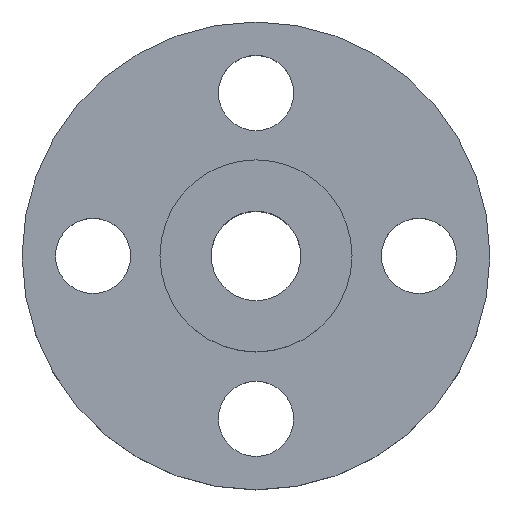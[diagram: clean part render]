
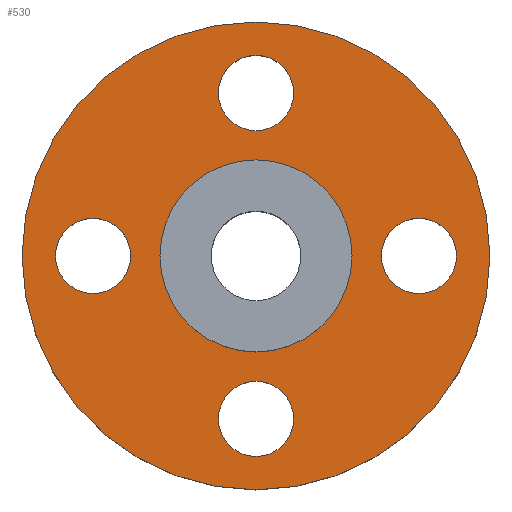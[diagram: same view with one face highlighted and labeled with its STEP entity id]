
A CAD part, top view. The second image highlights one B-rep face of the part: STEP entity #530.
In plain terms, the highlighted planar face has unit normal (0, 0, 1).
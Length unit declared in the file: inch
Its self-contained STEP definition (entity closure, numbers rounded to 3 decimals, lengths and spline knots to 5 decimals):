
#10 = CARTESIAN_POINT ( 'NONE',  ( -2.4375, 0., -0.25 ) ) ;
#14 = VERTEX_POINT ( 'NONE', #480 ) ;
#15 = EDGE_CURVE ( 'NONE', #264, #573, #734, .T. ) ;
#35 = CIRCLE ( 'NONE', #209, 0.5625 ) ;
#36 = DIRECTION ( 'NONE',  ( 0., 0., 1. ) ) ;
#39 = CARTESIAN_POINT ( 'NONE',  ( 0., 0., -0.25 ) ) ;
#65 = CARTESIAN_POINT ( 'NONE',  ( 1.4375, 0., -0.25 ) ) ;
#66 = ORIENTED_EDGE ( 'NONE', *, *, #15, .T. ) ;
#68 = EDGE_CURVE ( 'NONE', #215, #825, #717, .T. ) ;
#76 = EDGE_CURVE ( 'NONE', #398, #97, #396, .T. ) ;
#79 = CIRCLE ( 'NONE', #399, 1.4375 ) ;
#80 = AXIS2_PLACEMENT_3D ( 'NONE', #419, #222, #247 ) ;
#97 = VERTEX_POINT ( 'NONE', #368 ) ;
#105 = AXIS2_PLACEMENT_3D ( 'NONE', #10, #402, #612 ) ;
#107 = ORIENTED_EDGE ( 'NONE', *, *, #764, .F. ) ;
#111 = EDGE_CURVE ( 'NONE', #573, #264, #370, .T. ) ;
#118 = CIRCLE ( 'NONE', #105, 0.5625 ) ;
#123 = VERTEX_POINT ( 'NONE', #436 ) ;
#127 = ORIENTED_EDGE ( 'NONE', *, *, #143, .F. ) ;
#129 = DIRECTION ( 'NONE',  ( -1., 0., 0. ) ) ;
#131 = ORIENTED_EDGE ( 'NONE', *, *, #634, .F. ) ;
#143 = EDGE_CURVE ( 'NONE', #825, #215, #35, .T. ) ;
#147 = DIRECTION ( 'NONE',  ( 0., -1., 0. ) ) ;
#162 = VERTEX_POINT ( 'NONE', #65 ) ;
#170 = DIRECTION ( 'NONE',  ( 0., -1., 0. ) ) ;
#173 = DIRECTION ( 'NONE',  ( 1., 0., 0. ) ) ;
#180 = AXIS2_PLACEMENT_3D ( 'NONE', #781, #579, #452 ) ;
#189 = PLANE ( 'NONE',  #180 ) ;
#191 = ORIENTED_EDGE ( 'NONE', *, *, #324, .F. ) ;
#193 = FACE_OUTER_BOUND ( 'NONE', #652, .T. ) ;
#197 = AXIS2_PLACEMENT_3D ( 'NONE', #39, #505, #173 ) ;
#209 = AXIS2_PLACEMENT_3D ( 'NONE', #496, #331, #129 ) ;
#215 = VERTEX_POINT ( 'NONE', #465 ) ;
#221 = CARTESIAN_POINT ( 'NONE',  ( 0., 2.4375, -0.25 ) ) ;
#222 = DIRECTION ( 'NONE',  ( 0., 0., 1. ) ) ;
#227 = CIRCLE ( 'NONE', #372, 0.5625 ) ;
#237 = DIRECTION ( 'NONE',  ( -1., 0., 0. ) ) ;
#246 = VERTEX_POINT ( 'NONE', #671 ) ;
#247 = DIRECTION ( 'NONE',  ( 1., 0., 0. ) ) ;
#250 = ORIENTED_EDGE ( 'NONE', *, *, #666, .F. ) ;
#254 = AXIS2_PLACEMENT_3D ( 'NONE', #221, #748, #147 ) ;
#264 = VERTEX_POINT ( 'NONE', #732 ) ;
#268 = CARTESIAN_POINT ( 'NONE',  ( 3.5, 0., -0.25 ) ) ;
#282 = DIRECTION ( 'NONE',  ( 0., 0., 1. ) ) ;
#290 = CARTESIAN_POINT ( 'NONE',  ( 0., -2.4375, -0.25 ) ) ;
#324 = EDGE_CURVE ( 'NONE', #162, #246, #641, .T. ) ;
#327 = FACE_BOUND ( 'NONE', #332, .T. ) ;
#330 = FACE_BOUND ( 'NONE', #801, .T. ) ;
#331 = DIRECTION ( 'NONE',  ( 0., 0., 1. ) ) ;
#332 = EDGE_LOOP ( 'NONE', ( #127, #728 ) ) ;
#333 = CARTESIAN_POINT ( 'NONE',  ( 3., 0., -0.25 ) ) ;
#338 = AXIS2_PLACEMENT_3D ( 'NONE', #290, #481, #339 ) ;
#339 = DIRECTION ( 'NONE',  ( 0., 1., 0. ) ) ;
#344 = CARTESIAN_POINT ( 'NONE',  ( 0.5625, -2.4375, -0.25 ) ) ;
#353 = DIRECTION ( 'NONE',  ( 0., 0., 1. ) ) ;
#356 = EDGE_LOOP ( 'NONE', ( #107, #794 ) ) ;
#368 = CARTESIAN_POINT ( 'NONE',  ( -0.5625, 2.4375, -0.25 ) ) ;
#370 = CIRCLE ( 'NONE', #197, 3.5 ) ;
#372 = AXIS2_PLACEMENT_3D ( 'NONE', #657, #463, #527 ) ;
#385 = ORIENTED_EDGE ( 'NONE', *, *, #76, .F. ) ;
#394 = DIRECTION ( 'NONE',  ( 1., 0., 0. ) ) ;
#396 = CIRCLE ( 'NONE', #705, 0.5625 ) ;
#398 = VERTEX_POINT ( 'NONE', #498 ) ;
#399 = AXIS2_PLACEMENT_3D ( 'NONE', #664, #733, #394 ) ;
#402 = DIRECTION ( 'NONE',  ( 0., 0., 1. ) ) ;
#406 = CARTESIAN_POINT ( 'NONE',  ( 0., 0., -0.25 ) ) ;
#419 = CARTESIAN_POINT ( 'NONE',  ( -2.4375, 0., -0.25 ) ) ;
#428 = CARTESIAN_POINT ( 'NONE',  ( 0., 2.4375, -0.25 ) ) ;
#436 = CARTESIAN_POINT ( 'NONE',  ( -0.5625, -2.4375, -0.25 ) ) ;
#441 = CIRCLE ( 'NONE', #80, 0.5625 ) ;
#446 = FACE_BOUND ( 'NONE', #497, .T. ) ;
#452 = DIRECTION ( 'NONE',  ( -1., 0., 0. ) ) ;
#463 = DIRECTION ( 'NONE',  ( 0., 0., 1. ) ) ;
#465 = CARTESIAN_POINT ( 'NONE',  ( 1.875, 0., -0.25 ) ) ;
#477 = CARTESIAN_POINT ( 'NONE',  ( -3., 0., -0.25 ) ) ;
#480 = CARTESIAN_POINT ( 'NONE',  ( -1.875, 0., -0.25 ) ) ;
#481 = DIRECTION ( 'NONE',  ( 0., 0., 1. ) ) ;
#496 = CARTESIAN_POINT ( 'NONE',  ( 2.4375, 0., -0.25 ) ) ;
#497 = EDGE_LOOP ( 'NONE', ( #385, #250 ) ) ;
#498 = CARTESIAN_POINT ( 'NONE',  ( 0.5625, 2.4375, -0.25 ) ) ;
#500 = DIRECTION ( 'NONE',  ( 0., 0., 1. ) ) ;
#505 = DIRECTION ( 'NONE',  ( 0., 0., 1. ) ) ;
#521 = FACE_BOUND ( 'NONE', #536, .T. ) ;
#523 = EDGE_CURVE ( 'NONE', #123, #686, #227, .T. ) ;
#527 = DIRECTION ( 'NONE',  ( 0., 1., 0. ) ) ;
#529 = AXIS2_PLACEMENT_3D ( 'NONE', #835, #500, #237 ) ;
#530 = ADVANCED_FACE ( 'NONE', ( #446, #327, #521, #771, #330, #193 ), #189, .F. ) ;
#536 = EDGE_LOOP ( 'NONE', ( #583, #815 ) ) ;
#538 = CARTESIAN_POINT ( 'NONE',  ( 0., 0., -0.25 ) ) ;
#556 = AXIS2_PLACEMENT_3D ( 'NONE', #406, #282, #808 ) ;
#573 = VERTEX_POINT ( 'NONE', #268 ) ;
#579 = DIRECTION ( 'NONE',  ( 0., 0., -1. ) ) ;
#583 = ORIENTED_EDGE ( 'NONE', *, *, #620, .F. ) ;
#612 = DIRECTION ( 'NONE',  ( 1., 0., 0. ) ) ;
#620 = EDGE_CURVE ( 'NONE', #686, #123, #706, .T. ) ;
#634 = EDGE_CURVE ( 'NONE', #246, #162, #79, .T. ) ;
#641 = CIRCLE ( 'NONE', #556, 1.4375 ) ;
#652 = EDGE_LOOP ( 'NONE', ( #756, #66 ) ) ;
#657 = CARTESIAN_POINT ( 'NONE',  ( 0., -2.4375, -0.25 ) ) ;
#658 = VERTEX_POINT ( 'NONE', #477 ) ;
#664 = CARTESIAN_POINT ( 'NONE',  ( 0., 0., -0.25 ) ) ;
#666 = EDGE_CURVE ( 'NONE', #97, #398, #776, .T. ) ;
#671 = CARTESIAN_POINT ( 'NONE',  ( -1.4375, 0., -0.25 ) ) ;
#686 = VERTEX_POINT ( 'NONE', #344 ) ;
#705 = AXIS2_PLACEMENT_3D ( 'NONE', #428, #36, #170 ) ;
#706 = CIRCLE ( 'NONE', #338, 0.5625 ) ;
#713 = EDGE_CURVE ( 'NONE', #658, #14, #118, .T. ) ;
#717 = CIRCLE ( 'NONE', #529, 0.5625 ) ;
#728 = ORIENTED_EDGE ( 'NONE', *, *, #68, .F. ) ;
#732 = CARTESIAN_POINT ( 'NONE',  ( -3.5, 0., -0.25 ) ) ;
#733 = DIRECTION ( 'NONE',  ( 0., 0., 1. ) ) ;
#734 = CIRCLE ( 'NONE', #751, 3.5 ) ;
#743 = DIRECTION ( 'NONE',  ( 1., 0., 0. ) ) ;
#748 = DIRECTION ( 'NONE',  ( 0., 0., 1. ) ) ;
#751 = AXIS2_PLACEMENT_3D ( 'NONE', #538, #353, #743 ) ;
#756 = ORIENTED_EDGE ( 'NONE', *, *, #111, .T. ) ;
#764 = EDGE_CURVE ( 'NONE', #14, #658, #441, .T. ) ;
#771 = FACE_BOUND ( 'NONE', #356, .T. ) ;
#776 = CIRCLE ( 'NONE', #254, 0.5625 ) ;
#781 = CARTESIAN_POINT ( 'NONE',  ( 0., 1.4375, -0.25 ) ) ;
#794 = ORIENTED_EDGE ( 'NONE', *, *, #713, .F. ) ;
#801 = EDGE_LOOP ( 'NONE', ( #191, #131 ) ) ;
#808 = DIRECTION ( 'NONE',  ( 1., 0., 0. ) ) ;
#815 = ORIENTED_EDGE ( 'NONE', *, *, #523, .F. ) ;
#825 = VERTEX_POINT ( 'NONE', #333 ) ;
#835 = CARTESIAN_POINT ( 'NONE',  ( 2.4375, 0., -0.25 ) ) ;
